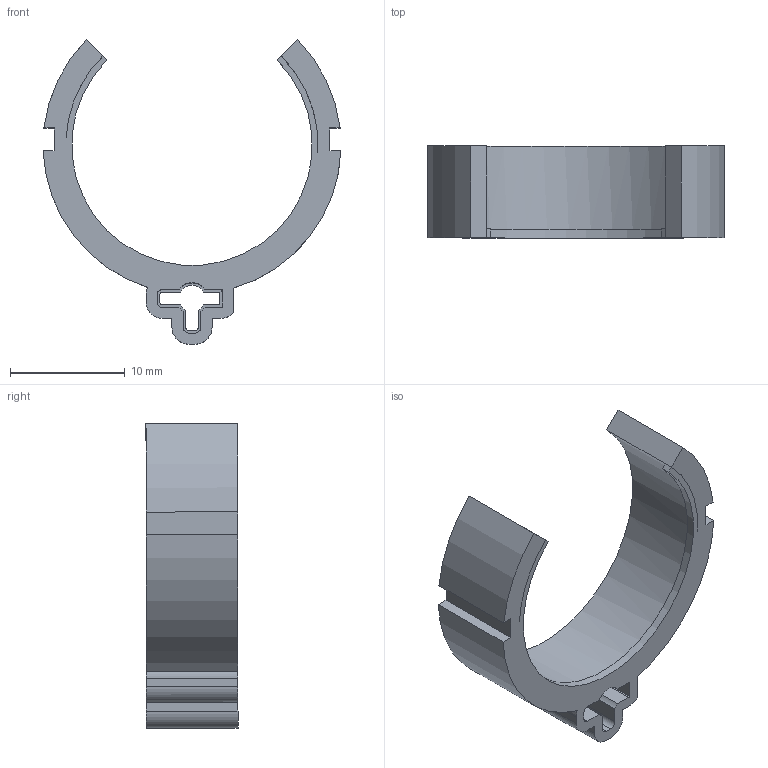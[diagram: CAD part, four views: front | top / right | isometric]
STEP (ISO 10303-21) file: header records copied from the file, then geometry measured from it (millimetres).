
FILE_DESCRIPTION(/* description */ ('','CAx-IF Rec.Pracs.---Representation and Presentation of Product Manufacturing Information (PMI)---4.0---2014-10-13'),/* implementation_level */ '2;1');
FILE_NAME(/* name */ 'bearing socket.step',/* time_stamp */ '2025-02-21T08:41:35+06:00',/* author */ (''),/* organization */ (''),/* preprocessor_version */ 'ST-DEVELOPER v20',/* originating_system */ 'Autodesk Translation Framework v13.20.0.188',/* authorisation */ '');
FILE_SCHEMA (('AP242_MANAGED_MODEL_BASED_3D_ENGINEERING_MIM_LF { 1 0 10303 442 1 1 4 }'));
Length unit declared in the file: millimetre
Products named in the file (1): bearing socket
Bounding box: 25.98 x 8.03 x 26.58 mm (x, y, z)
Volume: 980.8 mm3; surface area: 1503.5 mm2
Topology: 1 solids, 1 shells, 81 faces, 240 edges, 160 vertices
Faces by surface type: plane 44, cylinder 37
Entity records: 2778 total; most frequent: DIRECTION 483, CARTESIAN_POINT 482, ORIENTED_EDGE 480, EDGE_CURVE 240, LINE 161, VECTOR 161, AXIS2_PLACEMENT_3D 161, VERTEX_POINT 160
